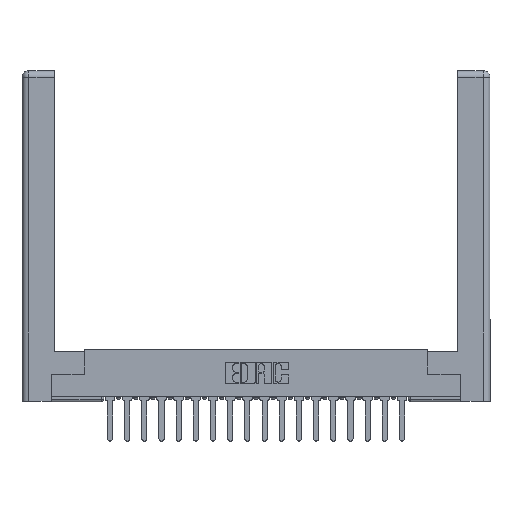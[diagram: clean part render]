
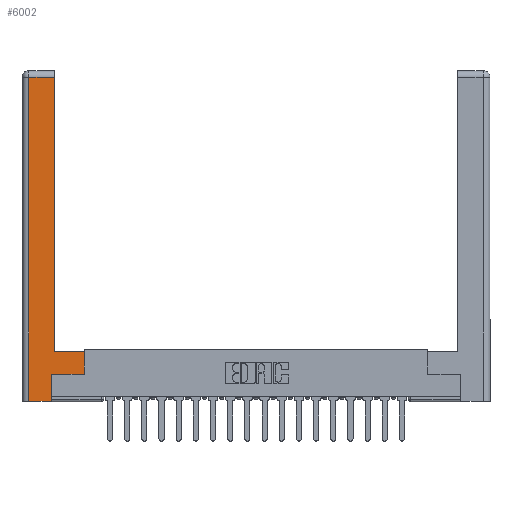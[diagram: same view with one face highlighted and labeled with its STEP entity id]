
A CAD part, top view. The second image highlights one B-rep face of the part: STEP entity #6002.
In plain terms, the highlighted planar face has unit normal (0, 0, 1).
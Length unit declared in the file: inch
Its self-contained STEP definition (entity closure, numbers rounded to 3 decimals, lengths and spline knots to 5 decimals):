
#45 = VECTOR ( 'NONE', #5944, 39.37008 ) ;
#517 = LINE ( 'NONE', #972, #2909 ) ;
#891 = DIRECTION ( 'NONE',  ( -1., 0., 0. ) ) ;
#972 = CARTESIAN_POINT ( 'NONE',  ( 0.265, 0.245, 0. ) ) ;
#1351 = VERTEX_POINT ( 'NONE', #7190 ) ;
#1714 = CARTESIAN_POINT ( 'NONE',  ( 0.265, 0., 0. ) ) ;
#1741 = LINE ( 'NONE', #19016, #3580 ) ;
#2146 = CARTESIAN_POINT ( 'NONE',  ( 0.0615, 2.94, 0. ) ) ;
#2251 = LINE ( 'NONE', #19248, #9319 ) ;
#2829 = DIRECTION ( 'NONE',  ( -1., 0., 0. ) ) ;
#2877 = DIRECTION ( 'NONE',  ( 0., 1., 0. ) ) ;
#2909 = VECTOR ( 'NONE', #9290, 39.37008 ) ;
#3486 = VERTEX_POINT ( 'NONE', #4357 ) ;
#3580 = VECTOR ( 'NONE', #891, 39.37008 ) ;
#3730 = DIRECTION ( 'NONE',  ( 0., -1., 0. ) ) ;
#4232 = VERTEX_POINT ( 'NONE', #2146 ) ;
#4236 = VECTOR ( 'NONE', #3730, 39.37008 ) ;
#4357 = CARTESIAN_POINT ( 'NONE',  ( 0.265, 0.245, 0. ) ) ;
#4367 = CARTESIAN_POINT ( 'NONE',  ( 0.565, 0.245, 0. ) ) ;
#4385 = EDGE_CURVE ( 'NONE', #14765, #14443, #6844, .T. ) ;
#4397 = VECTOR ( 'NONE', #2829, 39.37008 ) ;
#4430 = FACE_OUTER_BOUND ( 'NONE', #16764, .T. ) ;
#4879 = EDGE_CURVE ( 'NONE', #4232, #8236, #18794, .T. ) ;
#5270 = ORIENTED_EDGE ( 'NONE', *, *, #13862, .T. ) ;
#5538 = EDGE_CURVE ( 'NONE', #3486, #18051, #12836, .T. ) ;
#5800 = CARTESIAN_POINT ( 'NONE',  ( 0.295, 3., 0. ) ) ;
#5944 = DIRECTION ( 'NONE',  ( 0., 1., 0. ) ) ;
#6002 = ADVANCED_FACE ( 'NONE', ( #4430 ), #20129, .F. ) ;
#6007 = ORIENTED_EDGE ( 'NONE', *, *, #4385, .T. ) ;
#6555 = CARTESIAN_POINT ( 'NONE',  ( 0.265, 0., 0. ) ) ;
#6844 = LINE ( 'NONE', #5800, #45 ) ;
#7190 = CARTESIAN_POINT ( 'NONE',  ( 0.565, 0.45, 0. ) ) ;
#7449 = EDGE_CURVE ( 'NONE', #18051, #1351, #2251, .T. ) ;
#7646 = CARTESIAN_POINT ( 'NONE',  ( 0.0615, 2.94, 0. ) ) ;
#7956 = VECTOR ( 'NONE', #8244, 39.37008 ) ;
#8236 = VERTEX_POINT ( 'NONE', #12172 ) ;
#8244 = DIRECTION ( 'NONE',  ( 1., 0., 0. ) ) ;
#8608 = CARTESIAN_POINT ( 'NONE',  ( 0.0615, 0., 0. ) ) ;
#8660 = AXIS2_PLACEMENT_3D ( 'NONE', #15362, #12454, #12158 ) ;
#8760 = ORIENTED_EDGE ( 'NONE', *, *, #16777, .T. ) ;
#9290 = DIRECTION ( 'NONE',  ( 0., 1., 0. ) ) ;
#9319 = VECTOR ( 'NONE', #2877, 39.37008 ) ;
#12032 = VECTOR ( 'NONE', #20733, 39.37008 ) ;
#12158 = DIRECTION ( 'NONE',  ( -1., 0., 0. ) ) ;
#12172 = CARTESIAN_POINT ( 'NONE',  ( 0.0615, 0., 0. ) ) ;
#12338 = ORIENTED_EDGE ( 'NONE', *, *, #7449, .T. ) ;
#12454 = DIRECTION ( 'NONE',  ( 0., 0., -1. ) ) ;
#12836 = LINE ( 'NONE', #4367, #12032 ) ;
#12853 = VERTEX_POINT ( 'NONE', #1714 ) ;
#13862 = EDGE_CURVE ( 'NONE', #8236, #12853, #15257, .T. ) ;
#14156 = ORIENTED_EDGE ( 'NONE', *, *, #20403, .T. ) ;
#14443 = VERTEX_POINT ( 'NONE', #19710 ) ;
#14765 = VERTEX_POINT ( 'NONE', #17302 ) ;
#15100 = LINE ( 'NONE', #7646, #4397 ) ;
#15257 = LINE ( 'NONE', #6555, #7956 ) ;
#15362 = CARTESIAN_POINT ( 'NONE',  ( 0., 0., 0. ) ) ;
#15616 = CARTESIAN_POINT ( 'NONE',  ( 0.565, 0.245, 0. ) ) ;
#15687 = ORIENTED_EDGE ( 'NONE', *, *, #4879, .T. ) ;
#16173 = EDGE_CURVE ( 'NONE', #14443, #4232, #15100, .T. ) ;
#16764 = EDGE_LOOP ( 'NONE', ( #6007, #17082, #15687, #5270, #14156, #21570, #12338, #8760 ) ) ;
#16777 = EDGE_CURVE ( 'NONE', #1351, #14765, #1741, .T. ) ;
#17082 = ORIENTED_EDGE ( 'NONE', *, *, #16173, .T. ) ;
#17302 = CARTESIAN_POINT ( 'NONE',  ( 0.295, 0.45, 0. ) ) ;
#18051 = VERTEX_POINT ( 'NONE', #15616 ) ;
#18794 = LINE ( 'NONE', #8608, #4236 ) ;
#19016 = CARTESIAN_POINT ( 'NONE',  ( 0.295, 0.45, 0. ) ) ;
#19248 = CARTESIAN_POINT ( 'NONE',  ( 0.565, 0.45, 0. ) ) ;
#19710 = CARTESIAN_POINT ( 'NONE',  ( 0.295, 2.94, 0. ) ) ;
#20129 = PLANE ( 'NONE',  #8660 ) ;
#20403 = EDGE_CURVE ( 'NONE', #12853, #3486, #517, .T. ) ;
#20733 = DIRECTION ( 'NONE',  ( 1., 0., 0. ) ) ;
#21570 = ORIENTED_EDGE ( 'NONE', *, *, #5538, .T. ) ;
